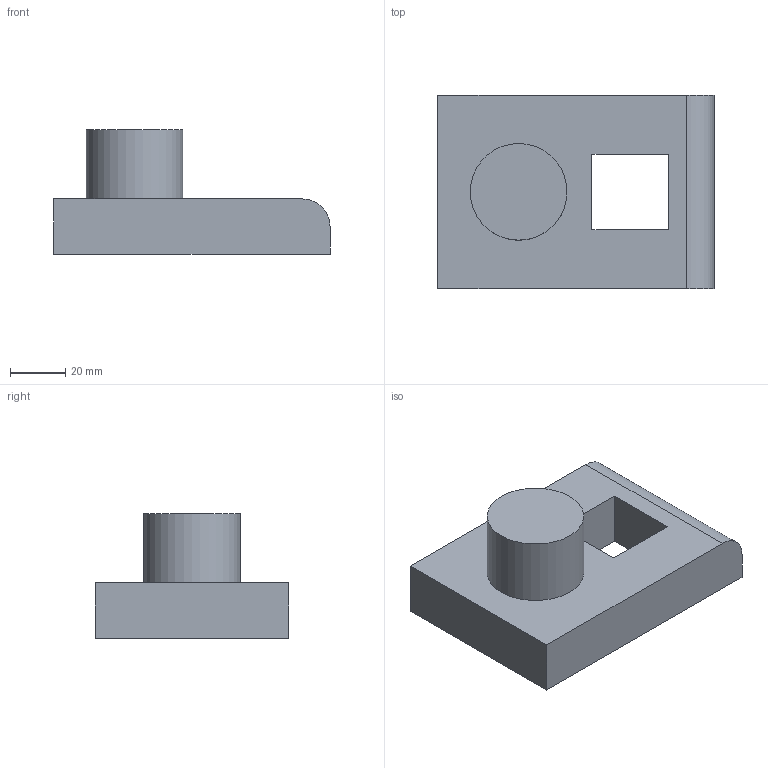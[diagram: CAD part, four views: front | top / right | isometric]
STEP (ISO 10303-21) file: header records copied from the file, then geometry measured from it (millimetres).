
FILE_DESCRIPTION( ( '' ), ' ' );
FILE_NAME( '5be6bf5e07f5201622cfeb0c.step', '2018-11-10T11:22:07', ( '' ), ( '' ), ' ', ' ', ' ' );
FILE_SCHEMA( ( 'AUTOMOTIVE_DESIGN { 1 0 10303 214 1 1 1 1 }' ) );
Length unit declared in the file: metre
Products named in the file (1): Part 1
Bounding box: 100 x 70 x 45 mm (x, y, z)
Volume: 147478.2 mm3; surface area: 23894.5 mm2
Topology: 1 solids, 1 shells, 13 faces, 30 edges, 20 vertices
Faces by surface type: plane 11, cylinder 2
Full cylindrical faces by diameter (mm): 35 x1
Entity records: 487 total; most frequent: CARTESIAN_POINT 63, DIRECTION 61, ORIENTED_EDGE 58, EDGE_CURVE 29, LINE 25, VECTOR 25, VERTEX_POINT 20, AXIS2_PLACEMENT_3D 18
